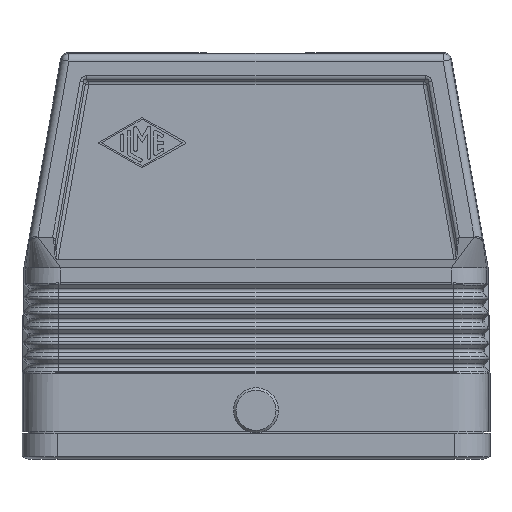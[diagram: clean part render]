
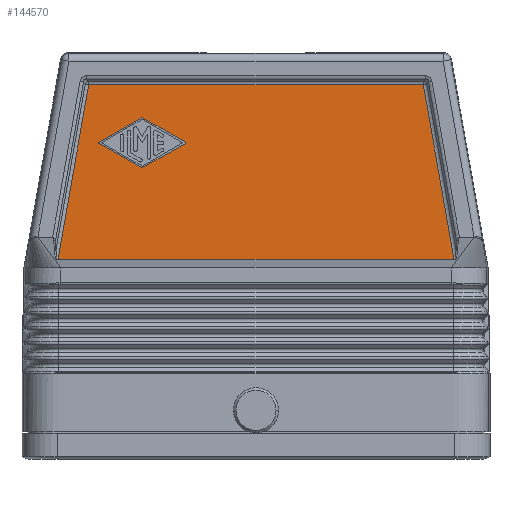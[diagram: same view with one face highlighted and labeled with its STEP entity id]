
A CAD part, left-side view. The second image highlights one B-rep face of the part: STEP entity #144570.
In plain terms, the highlighted planar face has unit normal (-1, 0, 0).
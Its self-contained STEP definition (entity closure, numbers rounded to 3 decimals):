
#85770=CARTESIAN_POINT('',(374.083,-12.317,
48.893));
#85780=DIRECTION('',(1.,0.,0.));
#85790=DIRECTION('',(0.,1.,0.));
#85800=AXIS2_PLACEMENT_3D('',#85770,#85780,#85790);
#85810=PLANE('',#85800);
#137600=CARTESIAN_POINT('',(374.083,56.725,
34.925));
#137610=VERTEX_POINT('',#137600);
#137640=CARTESIAN_POINT('',(374.083,-2.633,
34.925));
#137650=DIRECTION('',(0.,-1.,0.));
#137660=VECTOR('',#137650,1.);
#137670=LINE('',#137640,#137660);
#137680=CARTESIAN_POINT('',(374.083,-22.413,
34.925));
#137690=VERTEX_POINT('',#137680);
#137700=EDGE_CURVE('',#137610,#137690,#137670,.T.);
#141840=CARTESIAN_POINT('',(374.083,-16.265,
69.818));
#141850=VERTEX_POINT('',#141840);
#141900=CARTESIAN_POINT('',(374.083,44.373,
69.818));
#141910=DIRECTION('',(0.,1.,0.));
#141920=VECTOR('',#141910,1.);
#141930=LINE('',#141900,#141920);
#141940=CARTESIAN_POINT('',(374.083,50.578,
69.818));
#141950=VERTEX_POINT('',#141940);
#141960=EDGE_CURVE('',#141850,#141950,#141930,.T.);
#143090=CARTESIAN_POINT('',(374.083,-26.411,
12.233));
#143100=DIRECTION('',(0.,-0.174,-0.985));
#143110=VECTOR('',#143100,1.);
#143120=LINE('',#143090,#143110);
#143130=EDGE_CURVE('',#141850,#137690,#143120,.T.);
#143760=ORIENTED_EDGE('',*,*,#137700,.T.);
#143770=CARTESIAN_POINT('',(374.083,60.723,
12.233));
#143780=DIRECTION('',(0.,0.174,-0.985));
#143790=VECTOR('',#143780,1.);
#143800=LINE('',#143770,#143790);
#143810=EDGE_CURVE('',#141950,#137610,#143800,.T.);
#143820=ORIENTED_EDGE('',*,*,#143810,.T.);
#143830=ORIENTED_EDGE('',*,*,#141960,.T.);
#143840=ORIENTED_EDGE('',*,*,#143130,.F.);
#143850=EDGE_LOOP('',(#143840,#143830,#143820,#143760));
#143860=FACE_OUTER_BOUND('',#143850,.T.);
#143870=CARTESIAN_POINT('',(374.083,44.373,
65.836));
#143880=DIRECTION('',(0.,0.868,0.496));
#143890=VECTOR('',#143880,1.);
#143900=LINE('',#143870,#143890);
#143910=CARTESIAN_POINT('',(374.083,31.324,
58.377));
#143920=VERTEX_POINT('',#143910);
#143930=CARTESIAN_POINT('',(374.083,39.741,
63.188));
#143940=VERTEX_POINT('',#143930);
#143950=EDGE_CURVE('',#143920,#143940,#143900,.T.);
#143960=ORIENTED_EDGE('',*,*,#143950,.F.);
#143970=CARTESIAN_POINT('',(374.083,39.906,
62.899));
#143980=DIRECTION('',(-1.,0.,0.));
#143990=DIRECTION('',(0.,-1.,0.));
#144000=AXIS2_PLACEMENT_3D('',#143970,#143980,#143990);
#144010=CIRCLE('',#144000,0.333);
#144020=CARTESIAN_POINT('',(374.083,40.072,
63.188));
#144030=VERTEX_POINT('',#144020);
#144040=EDGE_CURVE('',#143940,#144030,#144010,.T.);
#144050=ORIENTED_EDGE('',*,*,#144040,.F.);
#144060=CARTESIAN_POINT('',(374.083,44.373,
60.73));
#144070=DIRECTION('',(0.,0.868,-0.496));
#144080=VECTOR('',#144070,1.);
#144090=LINE('',#144060,#144080);
#144100=CARTESIAN_POINT('',(374.083,48.488,
58.377));
#144110=VERTEX_POINT('',#144100);
#144120=EDGE_CURVE('',#144030,#144110,#144090,.T.);
#144130=ORIENTED_EDGE('',*,*,#144120,.F.);
#144140=CARTESIAN_POINT('',(374.083,48.405,
58.233));
#144150=DIRECTION('',(-1.,0.,0.));
#144160=DIRECTION('',(0.,-1.,0.));
#144170=AXIS2_PLACEMENT_3D('',#144140,#144150,#144160);
#144180=CIRCLE('',#144170,0.167);
#144190=CARTESIAN_POINT('',(374.083,48.488,
58.088));
#144200=VERTEX_POINT('',#144190);
#144210=EDGE_CURVE('',#144110,#144200,#144180,.T.);
#144220=ORIENTED_EDGE('',*,*,#144210,.F.);
#144230=CARTESIAN_POINT('',(374.083,44.373,
55.735));
#144240=DIRECTION('',(0.,-0.868,-0.496));
#144250=VECTOR('',#144240,1.);
#144260=LINE('',#144230,#144250);
#144270=CARTESIAN_POINT('',(374.083,40.072,
53.277));
#144280=VERTEX_POINT('',#144270);
#144290=EDGE_CURVE('',#144200,#144280,#144260,.T.);
#144300=ORIENTED_EDGE('',*,*,#144290,.F.);
#144310=CARTESIAN_POINT('',(374.083,39.906,
53.566));
#144320=DIRECTION('',(-1.,0.,0.));
#144330=DIRECTION('',(0.,-1.,0.));
#144340=AXIS2_PLACEMENT_3D('',#144310,#144320,#144330);
#144350=CIRCLE('',#144340,0.333);
#144360=CARTESIAN_POINT('',(374.083,39.741,
53.277));
#144370=VERTEX_POINT('',#144360);
#144380=EDGE_CURVE('',#144280,#144370,#144350,.T.);
#144390=ORIENTED_EDGE('',*,*,#144380,.F.);
#144400=CARTESIAN_POINT('',(374.083,44.373,
50.63));
#144410=DIRECTION('',(0.,-0.868,0.496));
#144420=VECTOR('',#144410,1.);
#144430=LINE('',#144400,#144420);
#144440=CARTESIAN_POINT('',(374.083,31.324,
58.088));
#144450=VERTEX_POINT('',#144440);
#144460=EDGE_CURVE('',#144370,#144450,#144430,.T.);
#144470=ORIENTED_EDGE('',*,*,#144460,.F.);
#144480=CARTESIAN_POINT('',(374.083,31.407,
58.233));
#144490=DIRECTION('',(-1.,0.,0.));
#144500=DIRECTION('',(0.,-1.,0.));
#144510=AXIS2_PLACEMENT_3D('',#144480,#144490,#144500);
#144520=CIRCLE('',#144510,0.167);
#144530=EDGE_CURVE('',#144450,#143920,#144520,.T.);
#144540=ORIENTED_EDGE('',*,*,#144530,.F.);
#144550=EDGE_LOOP('',(#144540,#144470,#144390,#144300,#144220,#144130,
#144050,#143960));
#144560=FACE_BOUND('',#144550,.T.);
#144570=ADVANCED_FACE('',(#143860,#144560),#85810,.F.);
